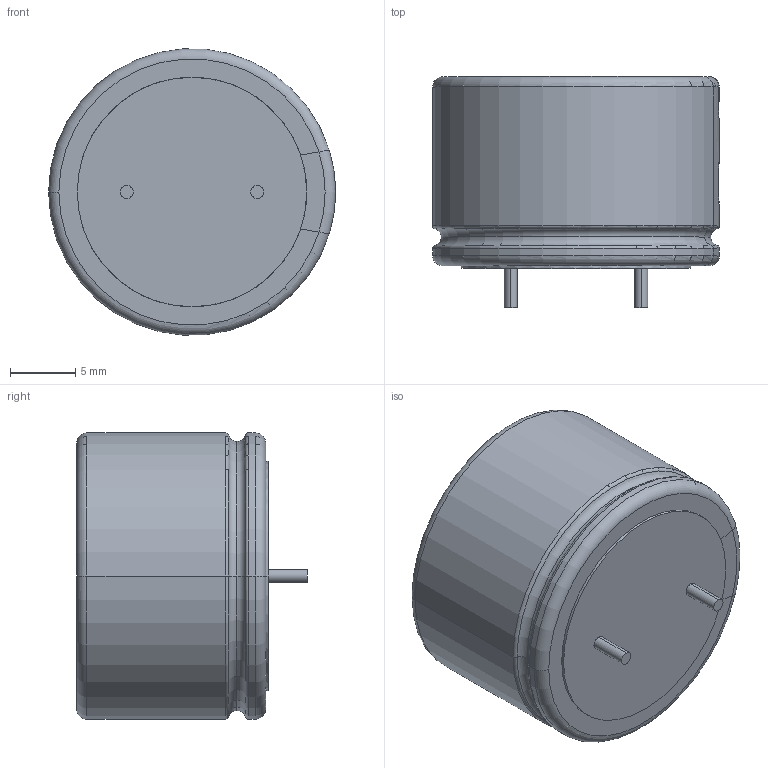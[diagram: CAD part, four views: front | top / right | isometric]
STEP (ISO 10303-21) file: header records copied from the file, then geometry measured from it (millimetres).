
FILE_DESCRIPTION (( 'STEP AP214' ), '1' );
FILE_NAME ('CAP ALTH D-22MM L-10MM H-14.5MM.STEP', '2017-01-08T08:05:34', ( '' ), ( '' ), 'SwSTEP 2.0', 'SolidWorks 2016', '' );
FILE_SCHEMA (( 'AUTOMOTIVE_DESIGN' ));
Length unit declared in the file: millimetre
Products named in the file (1): CAP ALTH D-22MM L-10MM H-14.5MM
Bounding box: 22 x 17.7 x 21.95 mm (x, y, z)
Volume: 5490.3 mm3; surface area: 1782.9 mm2
Topology: 1 solids, 1 shells, 48 faces, 113 edges, 71 vertices
Faces by surface type: torus 22, cylinder 18, plane 8
Entity records: 1906 total; most frequent: CARTESIAN_POINT 455, DIRECTION 246, ORIENTED_EDGE 226, EDGE_CURVE 113, AXIS2_PLACEMENT_3D 110, VERTEX_POINT 71, CIRCLE 61, EDGE_LOOP 52
